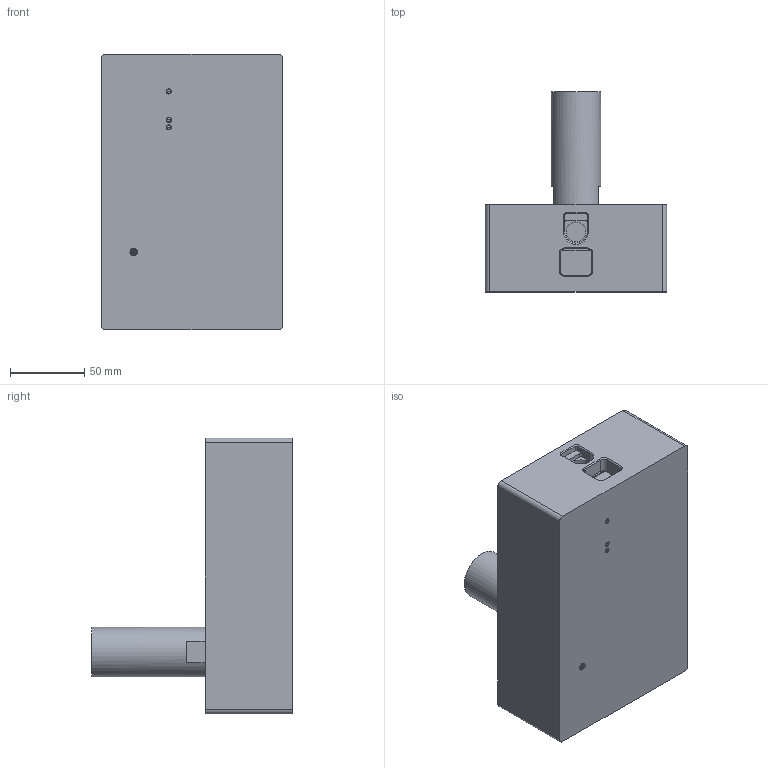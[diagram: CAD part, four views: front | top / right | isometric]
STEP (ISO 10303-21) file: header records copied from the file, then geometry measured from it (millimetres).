
FILE_DESCRIPTION(/* description */ (''),/* implementation_level */ '2;1');
FILE_NAME(/* name */ 'ACTIV_POE_Simplify.stp',/* time_stamp */ '2025-04-25T12:53:38-04:00',/* author */ ('djm.electronics'),/* organization */ (''),/* preprocessor_version */ 'ST-DEVELOPER v20',/* originating_system */ 'Autodesk Inventor 2025',/* authorisation */ '');
FILE_SCHEMA (('AUTOMOTIVE_DESIGN { 1 0 10303 214 3 1 1 }'));
Products named in the file (3): ACTIV_POE_Simplify; ACTIV_POE_Simplify_1; ACTIV-PIPE
Assembly tree (2 placements, depth 2):
  ACTIV_POE_Simplify
    ACTIV_POE_Simplify_1
    ACTIV-PIPE
Bounding box: 121.92 x 134.7 x 185.29 mm (x, y, z)
Volume: 1214152.3 mm3; surface area: 152390.2 mm2
Topology: 2 solids, 120 shells, 1699 faces, 4759 edges, 3207 vertices
Faces by surface type: plane 1111, cylinder 467, bspline 71, cone 21, torus 17, sphere 12
Full cylindrical faces by diameter (mm): 1.5 x2, 2.921 x2, 3 x1, 3.35 x3, 3.429 x3, 4.318 x1, 4.366 x1, 4.826 x1, 5.159 x1, 13.259 x1, 21.517 x2, 24.028 x1, 25.4 x1, 25.654 x1, 33.401 x1
Entity records: 61061 total; most frequent: CARTESIAN_POINT 15335, ORIENTED_EDGE 8981, DIRECTION 8868, EDGE_CURVE 4753, LINE 3584, VECTOR 3584, VERTEX_POINT 3207, AXIS2_PLACEMENT_3D 2642
